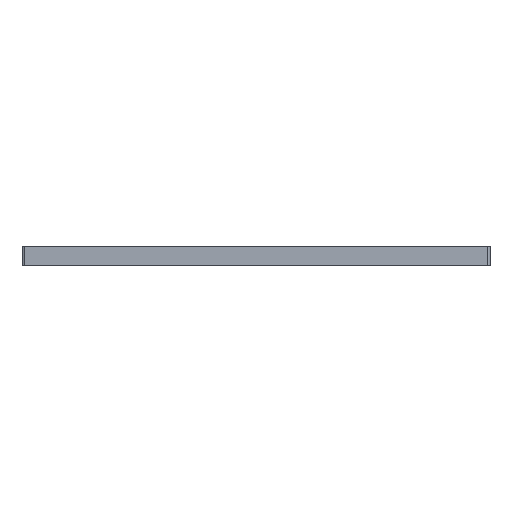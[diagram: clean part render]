
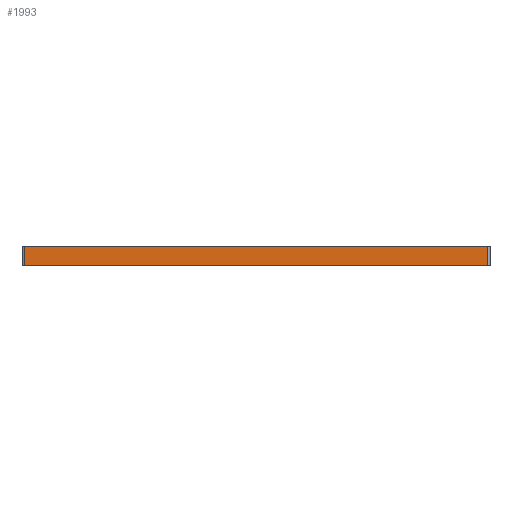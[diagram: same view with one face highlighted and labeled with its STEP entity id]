
A CAD part, left-side view. The second image highlights one B-rep face of the part: STEP entity #1993.
In plain terms, the highlighted planar face has unit normal (-1, 0, 0).
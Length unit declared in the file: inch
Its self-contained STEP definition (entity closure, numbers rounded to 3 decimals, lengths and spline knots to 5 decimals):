
#110 = EDGE_LOOP ( 'NONE', ( #310, #929, #2699, #1641 ) ) ;
#310 = ORIENTED_EDGE ( 'NONE', *, *, #2537, .T. ) ;
#383 = DIRECTION ( 'NONE',  ( 0., -1., 0. ) ) ;
#440 = VERTEX_POINT ( 'NONE', #1507 ) ;
#466 = VECTOR ( 'NONE', #383, 39.37008 ) ;
#684 = LINE ( 'NONE', #1096, #689 ) ;
#689 = VECTOR ( 'NONE', #1070, 39.37008 ) ;
#739 = DIRECTION ( 'NONE',  ( 0., 0., -1. ) ) ;
#788 = CARTESIAN_POINT ( 'NONE',  ( 0., 5.845, 0.25 ) ) ;
#819 = VERTEX_POINT ( 'NONE', #1316 ) ;
#842 = CARTESIAN_POINT ( 'NONE',  ( 0., 5.845, 0.25 ) ) ;
#929 = ORIENTED_EDGE ( 'NONE', *, *, #2191, .T. ) ;
#1050 = EDGE_CURVE ( 'NONE', #1169, #819, #684, .T. ) ;
#1070 = DIRECTION ( 'NONE',  ( 0., -1., 0. ) ) ;
#1096 = CARTESIAN_POINT ( 'NONE',  ( 0., 0., 0.25 ) ) ;
#1169 = VERTEX_POINT ( 'NONE', #788 ) ;
#1187 = VECTOR ( 'NONE', #1686, 39.37008 ) ;
#1316 = CARTESIAN_POINT ( 'NONE',  ( 0., 0.03, 0.25 ) ) ;
#1507 = CARTESIAN_POINT ( 'NONE',  ( 0., 0.03, 0. ) ) ;
#1515 = PLANE ( 'NONE',  #1862 ) ;
#1612 = LINE ( 'NONE', #1642, #466 ) ;
#1641 = ORIENTED_EDGE ( 'NONE', *, *, #2048, .T. ) ;
#1642 = CARTESIAN_POINT ( 'NONE',  ( 0., 0., 0. ) ) ;
#1686 = DIRECTION ( 'NONE',  ( 0., 0., 1. ) ) ;
#1819 = VECTOR ( 'NONE', #2311, 39.37008 ) ;
#1862 = AXIS2_PLACEMENT_3D ( 'NONE', #1966, #1980, #739 ) ;
#1966 = CARTESIAN_POINT ( 'NONE',  ( 0., 0., 0.25 ) ) ;
#1980 = DIRECTION ( 'NONE',  ( 1., 0., 0. ) ) ;
#1993 = ADVANCED_FACE ( 'NONE', ( #2257 ), #1515, .F. ) ;
#2048 = EDGE_CURVE ( 'NONE', #1169, #2550, #2163, .T. ) ;
#2163 = LINE ( 'NONE', #842, #1819 ) ;
#2191 = EDGE_CURVE ( 'NONE', #440, #819, #2624, .T. ) ;
#2257 = FACE_OUTER_BOUND ( 'NONE', #110, .T. ) ;
#2311 = DIRECTION ( 'NONE',  ( 0., 0., -1. ) ) ;
#2397 = CARTESIAN_POINT ( 'NONE',  ( 0., 0.03, 0.25 ) ) ;
#2537 = EDGE_CURVE ( 'NONE', #2550, #440, #1612, .T. ) ;
#2550 = VERTEX_POINT ( 'NONE', #2659 ) ;
#2624 = LINE ( 'NONE', #2397, #1187 ) ;
#2659 = CARTESIAN_POINT ( 'NONE',  ( 0., 5.845, 0. ) ) ;
#2699 = ORIENTED_EDGE ( 'NONE', *, *, #1050, .F. ) ;
